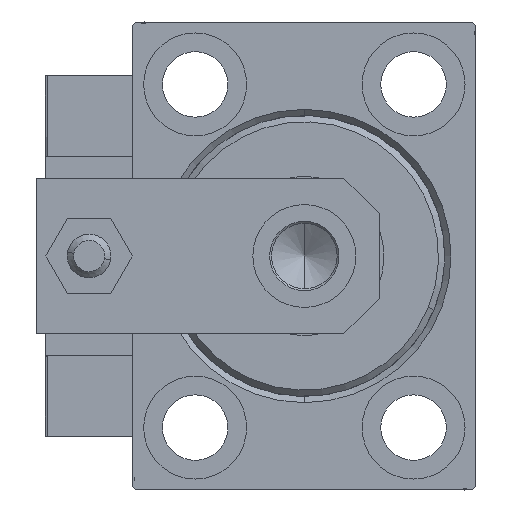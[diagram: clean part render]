
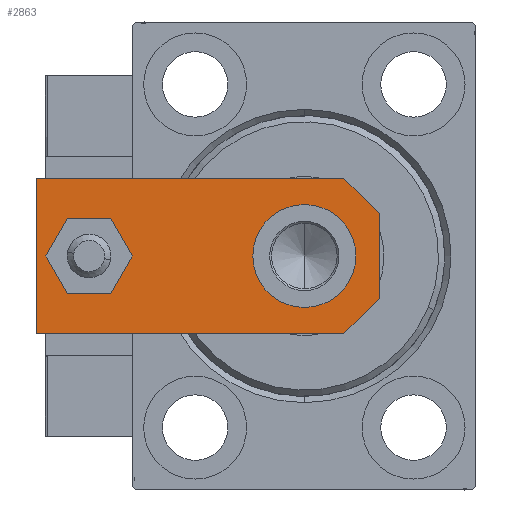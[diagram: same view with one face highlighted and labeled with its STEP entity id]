
A CAD part, left-side view. The second image highlights one B-rep face of the part: STEP entity #2863.
In plain terms, the highlighted face is planar.
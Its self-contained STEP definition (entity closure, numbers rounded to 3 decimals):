
#916 = CARTESIAN_POINT ( 'NONE',  ( -12.5, 55., 6. ) ) ;
#1554 = ORIENTED_EDGE ( 'NONE', *, *, #42664, .T. ) ;
#1934 = CARTESIAN_POINT ( 'NONE',  ( 0., 12., 6. ) ) ;
#2273 = ORIENTED_EDGE ( 'NONE', *, *, #4191, .T. ) ;
#2863 = ADVANCED_FACE ( 'NONE', ( #18408, #11062, #26526 ), #45047, .T. ) ;
#3049 = CIRCLE ( 'NONE', #6285, 8.25 ) ;
#3196 = ORIENTED_EDGE ( 'NONE', *, *, #23557, .T. ) ;
#3898 = LINE ( 'NONE', #47245, #39453 ) ;
#4191 = EDGE_CURVE ( 'NONE', #12815, #8366, #3898, .T. ) ;
#4575 = DIRECTION ( 'NONE',  ( 0., -1., 0. ) ) ;
#5591 = CARTESIAN_POINT ( 'NONE',  ( 4., 46.5, 6. ) ) ;
#5837 = CIRCLE ( 'NONE', #18777, 4. ) ;
#6285 = AXIS2_PLACEMENT_3D ( 'NONE', #1934, #21203, #20710 ) ;
#7634 = EDGE_CURVE ( 'NONE', #14850, #20628, #44287, .T. ) ;
#7961 = VERTEX_POINT ( 'NONE', #916 ) ;
#8366 = VERTEX_POINT ( 'NONE', #17211 ) ;
#8391 = EDGE_CURVE ( 'NONE', #27169, #12815, #47396, .T. ) ;
#9095 = DIRECTION ( 'NONE',  ( 0., 0., 1. ) ) ;
#9106 = CARTESIAN_POINT ( 'NONE',  ( -12.5, 0., 6. ) ) ;
#9166 = EDGE_CURVE ( 'NONE', #44925, #27169, #17841, .T. ) ;
#9167 = CARTESIAN_POINT ( 'NONE',  ( 0., 46.5, 6. ) ) ;
#9248 = LINE ( 'NONE', #48289, #43755 ) ;
#9290 = CARTESIAN_POINT ( 'NONE',  ( -12.5, 5.66, 6. ) ) ;
#9694 = EDGE_CURVE ( 'NONE', #20628, #14850, #3049, .T. ) ;
#10902 = EDGE_LOOP ( 'NONE', ( #3196, #23403, #43608, #2273, #32163, #1554 ) ) ;
#11062 = FACE_OUTER_BOUND ( 'NONE', #10902, .T. ) ;
#12206 = EDGE_LOOP ( 'NONE', ( #12717, #13971 ) ) ;
#12717 = ORIENTED_EDGE ( 'NONE', *, *, #9694, .F. ) ;
#12815 = VERTEX_POINT ( 'NONE', #31909 ) ;
#13282 = VERTEX_POINT ( 'NONE', #22355 ) ;
#13534 = AXIS2_PLACEMENT_3D ( 'NONE', #43819, #9095, #16953 ) ;
#13566 = DIRECTION ( 'NONE',  ( 0., 1., 0. ) ) ;
#13971 = ORIENTED_EDGE ( 'NONE', *, *, #7634, .F. ) ;
#14850 = VERTEX_POINT ( 'NONE', #16652 ) ;
#16005 = VECTOR ( 'NONE', #21384, 1000. ) ;
#16652 = CARTESIAN_POINT ( 'NONE',  ( 8.25, 12., 6. ) ) ;
#16953 = DIRECTION ( 'NONE',  ( 1., 0., 0. ) ) ;
#17211 = CARTESIAN_POINT ( 'NONE',  ( 12.5, 5.66, 6. ) ) ;
#17841 = LINE ( 'NONE', #18331, #16005 ) ;
#18328 = AXIS2_PLACEMENT_3D ( 'NONE', #22710, #37443, #25771 ) ;
#18331 = CARTESIAN_POINT ( 'NONE',  ( -3.42, -3.42, 6. ) ) ;
#18408 = FACE_BOUND ( 'NONE', #45684, .T. ) ;
#18552 = EDGE_CURVE ( 'NONE', #8366, #45707, #9248, .T. ) ;
#18777 = AXIS2_PLACEMENT_3D ( 'NONE', #34090, #33349, #26732 ) ;
#19358 = DIRECTION ( 'NONE',  ( 0.707, 0.707, 0. ) ) ;
#19646 = VECTOR ( 'NONE', #4575, 1000. ) ;
#20628 = VERTEX_POINT ( 'NONE', #45186 ) ;
#20710 = DIRECTION ( 'NONE',  ( 1., 0., 0. ) ) ;
#21203 = DIRECTION ( 'NONE',  ( 0., 0., 1. ) ) ;
#21384 = DIRECTION ( 'NONE',  ( 0.707, -0.707, 0. ) ) ;
#22355 = CARTESIAN_POINT ( 'NONE',  ( -4., 46.5, 6. ) ) ;
#22710 = CARTESIAN_POINT ( 'NONE',  ( 0., 0., 6. ) ) ;
#23403 = ORIENTED_EDGE ( 'NONE', *, *, #9166, .T. ) ;
#23557 = EDGE_CURVE ( 'NONE', #7961, #44925, #27158, .T. ) ;
#25771 = DIRECTION ( 'NONE',  ( 1., 0., 0. ) ) ;
#26056 = CARTESIAN_POINT ( 'NONE',  ( 12.5, 55., 6. ) ) ;
#26231 = DIRECTION ( 'NONE',  ( -1., 0., 0. ) ) ;
#26526 = FACE_BOUND ( 'NONE', #12206, .T. ) ;
#26732 = DIRECTION ( 'NONE',  ( 1., 0., 0. ) ) ;
#27158 = LINE ( 'NONE', #31709, #19646 ) ;
#27169 = VERTEX_POINT ( 'NONE', #45531 ) ;
#28682 = DIRECTION ( 'NONE',  ( 0., 0., 1. ) ) ;
#30157 = VERTEX_POINT ( 'NONE', #5591 ) ;
#31709 = CARTESIAN_POINT ( 'NONE',  ( -12.5, 55., 6. ) ) ;
#31909 = CARTESIAN_POINT ( 'NONE',  ( 6.84, 0., 6. ) ) ;
#32163 = ORIENTED_EDGE ( 'NONE', *, *, #18552, .T. ) ;
#33349 = DIRECTION ( 'NONE',  ( 0., 0., 1. ) ) ;
#34090 = CARTESIAN_POINT ( 'NONE',  ( 0., 46.5, 6. ) ) ;
#36162 = ORIENTED_EDGE ( 'NONE', *, *, #43286, .F. ) ;
#36697 = AXIS2_PLACEMENT_3D ( 'NONE', #9167, #28682, #47700 ) ;
#37443 = DIRECTION ( 'NONE',  ( 0., 0., 1. ) ) ;
#39450 = VECTOR ( 'NONE', #44075, 1000. ) ;
#39453 = VECTOR ( 'NONE', #19358, 1000. ) ;
#39866 = VECTOR ( 'NONE', #26231, 1000. ) ;
#39900 = CIRCLE ( 'NONE', #36697, 4. ) ;
#41793 = EDGE_CURVE ( 'NONE', #13282, #30157, #5837, .T. ) ;
#42198 = CARTESIAN_POINT ( 'NONE',  ( 12.5, 55., 6. ) ) ;
#42664 = EDGE_CURVE ( 'NONE', #45707, #7961, #49055, .T. ) ;
#43286 = EDGE_CURVE ( 'NONE', #30157, #13282, #39900, .T. ) ;
#43608 = ORIENTED_EDGE ( 'NONE', *, *, #8391, .T. ) ;
#43755 = VECTOR ( 'NONE', #13566, 1000. ) ;
#43819 = CARTESIAN_POINT ( 'NONE',  ( 0., 12., 6. ) ) ;
#44075 = DIRECTION ( 'NONE',  ( 1., 0., 0. ) ) ;
#44287 = CIRCLE ( 'NONE', #13534, 8.25 ) ;
#44925 = VERTEX_POINT ( 'NONE', #9290 ) ;
#45047 = PLANE ( 'NONE',  #18328 ) ;
#45186 = CARTESIAN_POINT ( 'NONE',  ( -8.25, 12., 6. ) ) ;
#45531 = CARTESIAN_POINT ( 'NONE',  ( -6.84, 0., 6. ) ) ;
#45684 = EDGE_LOOP ( 'NONE', ( #49152, #36162 ) ) ;
#45707 = VERTEX_POINT ( 'NONE', #26056 ) ;
#47245 = CARTESIAN_POINT ( 'NONE',  ( 3.42, -3.42, 6. ) ) ;
#47396 = LINE ( 'NONE', #9106, #39450 ) ;
#47700 = DIRECTION ( 'NONE',  ( 1., 0., 0. ) ) ;
#48289 = CARTESIAN_POINT ( 'NONE',  ( 12.5, 0., 6. ) ) ;
#49055 = LINE ( 'NONE', #42198, #39866 ) ;
#49152 = ORIENTED_EDGE ( 'NONE', *, *, #41793, .F. ) ;
